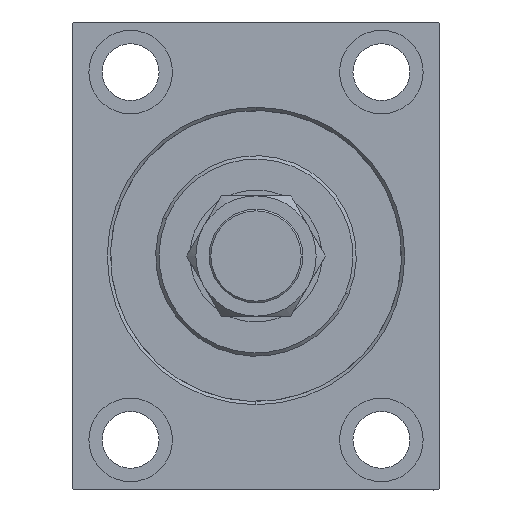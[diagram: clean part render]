
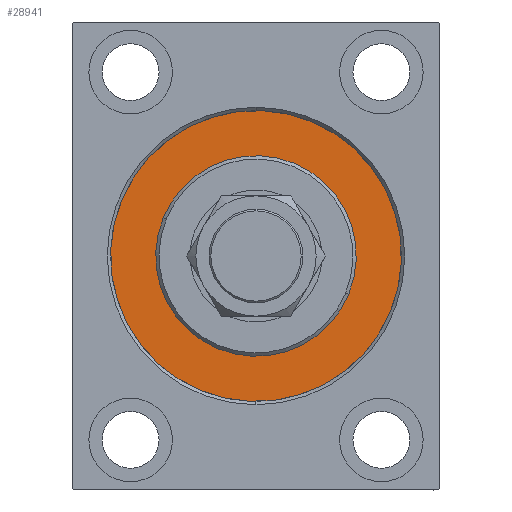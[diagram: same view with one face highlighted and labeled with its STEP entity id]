
A CAD part, left-side view. The second image highlights one B-rep face of the part: STEP entity #28941.
In plain terms, the highlighted face is planar.
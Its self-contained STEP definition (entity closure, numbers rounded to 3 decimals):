
#2353 = CARTESIAN_POINT ( 'NONE',  ( 0., 0., 0. ) ) ;
#3936 = ORIENTED_EDGE ( 'NONE', *, *, #13267, .F. ) ;
#4331 = CIRCLE ( 'NONE', #35357, 43.5 ) ;
#5369 = DIRECTION ( 'NONE',  ( 0., 0., -1. ) ) ;
#6617 = CARTESIAN_POINT ( 'NONE',  ( 0., 0., -43.5 ) ) ;
#7005 = EDGE_CURVE ( 'NONE', #39060, #29394, #12415, .T. ) ;
#8385 = DIRECTION ( 'NONE',  ( 0., 0., 1. ) ) ;
#9788 = EDGE_CURVE ( 'NONE', #37861, #31294, #4331, .T. ) ;
#11218 = EDGE_CURVE ( 'NONE', #29394, #39060, #20636, .T. ) ;
#11221 = CARTESIAN_POINT ( 'NONE',  ( 0., 0., 0. ) ) ;
#12385 = CARTESIAN_POINT ( 'NONE',  ( 0., 0., 0. ) ) ;
#12415 = CIRCLE ( 'NONE', #21276, 30. ) ;
#13267 = EDGE_CURVE ( 'NONE', #31294, #37861, #34735, .T. ) ;
#13684 = DIRECTION ( 'NONE',  ( 0., 0., -1. ) ) ;
#18337 = PLANE ( 'NONE',  #24674 ) ;
#18792 = CARTESIAN_POINT ( 'NONE',  ( 0., 0., 0. ) ) ;
#19022 = DIRECTION ( 'NONE',  ( -1., 0., 0. ) ) ;
#20636 = CIRCLE ( 'NONE', #21357, 30. ) ;
#21276 = AXIS2_PLACEMENT_3D ( 'NONE', #2353, #41426, #5369 ) ;
#21357 = AXIS2_PLACEMENT_3D ( 'NONE', #31277, #45372, #13684 ) ;
#21774 = EDGE_LOOP ( 'NONE', ( #24907, #42360 ) ) ;
#22454 = CARTESIAN_POINT ( 'NONE',  ( 0., 0., 43.5 ) ) ;
#24674 = AXIS2_PLACEMENT_3D ( 'NONE', #18792, #19022, #8385 ) ;
#24907 = ORIENTED_EDGE ( 'NONE', *, *, #7005, .F. ) ;
#25339 = DIRECTION ( 'NONE',  ( -1., 0., 0. ) ) ;
#25969 = FACE_BOUND ( 'NONE', #21774, .T. ) ;
#28941 = ADVANCED_FACE ( 'NONE', ( #25969, #40293 ), #18337, .F. ) ;
#29394 = VERTEX_POINT ( 'NONE', #43608 ) ;
#30304 = AXIS2_PLACEMENT_3D ( 'NONE', #12385, #43845, #40822 ) ;
#31277 = CARTESIAN_POINT ( 'NONE',  ( 0., 0., 0. ) ) ;
#31294 = VERTEX_POINT ( 'NONE', #6617 ) ;
#34735 = CIRCLE ( 'NONE', #30304, 43.5 ) ;
#35357 = AXIS2_PLACEMENT_3D ( 'NONE', #11221, #25339, #39438 ) ;
#37861 = VERTEX_POINT ( 'NONE', #22454 ) ;
#39060 = VERTEX_POINT ( 'NONE', #43676 ) ;
#39438 = DIRECTION ( 'NONE',  ( 0., 0., 1. ) ) ;
#40293 = FACE_OUTER_BOUND ( 'NONE', #42564, .T. ) ;
#40822 = DIRECTION ( 'NONE',  ( 0., 0., 1. ) ) ;
#41361 = ORIENTED_EDGE ( 'NONE', *, *, #9788, .F. ) ;
#41426 = DIRECTION ( 'NONE',  ( 1., 0., 0. ) ) ;
#42360 = ORIENTED_EDGE ( 'NONE', *, *, #11218, .F. ) ;
#42564 = EDGE_LOOP ( 'NONE', ( #3936, #41361 ) ) ;
#43608 = CARTESIAN_POINT ( 'NONE',  ( 0., 0., -30. ) ) ;
#43676 = CARTESIAN_POINT ( 'NONE',  ( 0., 0., 30. ) ) ;
#43845 = DIRECTION ( 'NONE',  ( -1., 0., 0. ) ) ;
#45372 = DIRECTION ( 'NONE',  ( 1., 0., 0. ) ) ;
